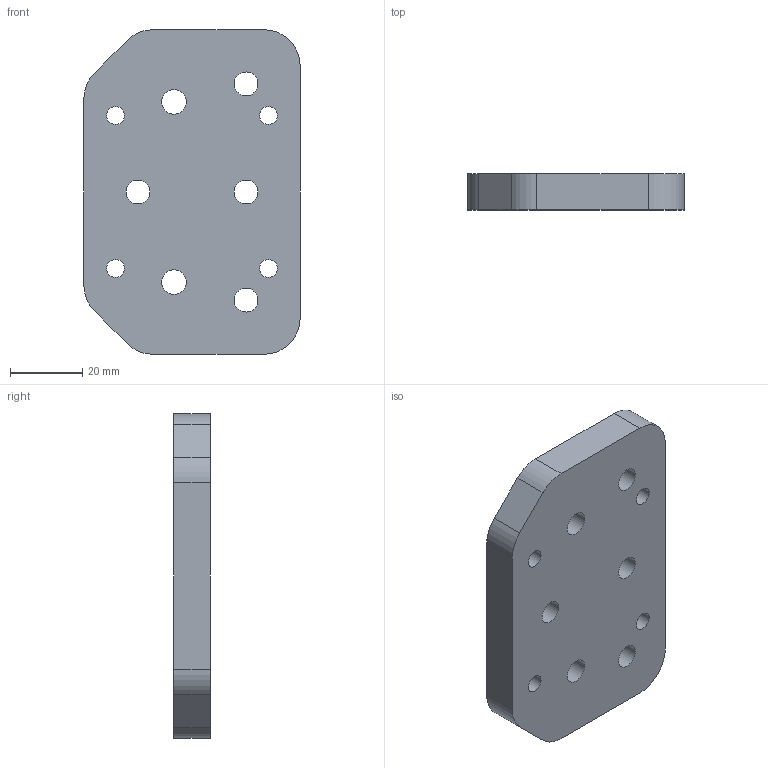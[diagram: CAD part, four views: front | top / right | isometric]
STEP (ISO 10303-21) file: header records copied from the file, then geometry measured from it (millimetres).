
FILE_DESCRIPTION (( 'STEP AP214' ), '1' );
FILE_NAME ('800.029.130.STEP', '2015-11-25T09:12:31', ( '' ), ( '' ), 'SwSTEP 2.0', 'SolidWorks 2012', '' );
FILE_SCHEMA (( 'AUTOMOTIVE_DESIGN' ));
Length unit declared in the file: millimetre
Products named in the file (1): 800.029.130
Bounding box: 60 x 10 x 90 mm (x, y, z)
Volume: 47259.7 mm3; surface area: 14525.9 mm2
Topology: 1 solids, 1 shells, 32 faces, 78 edges, 52 vertices
Faces by surface type: cylinder 20, plane 12
Full cylindrical faces by diameter (mm): 5 x4, 6.6 x4, 6.8 x2, 11 x4
Entity records: 1032 total; most frequent: DIRECTION 170, CARTESIAN_POINT 149, ORIENTED_EDGE 128, AXIS2_PLACEMENT_3D 73, EDGE_LOOP 70, EDGE_CURVE 64, VERTEX_POINT 52, FACE_OUTER_BOUND 46
